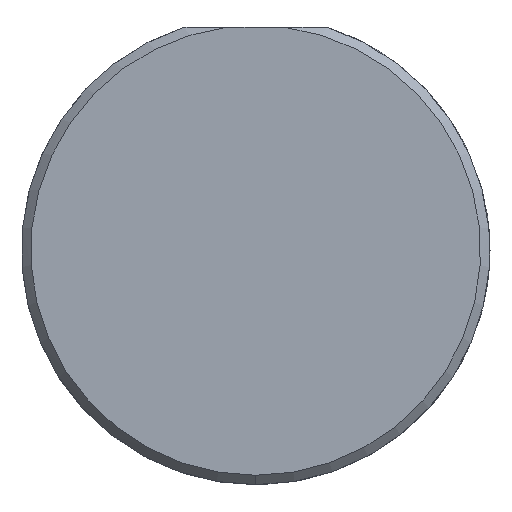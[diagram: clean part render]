
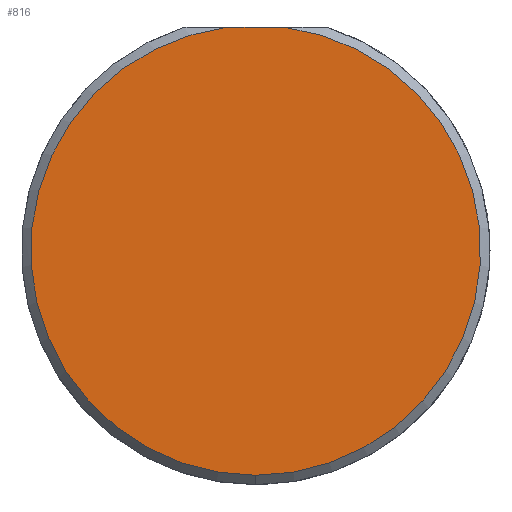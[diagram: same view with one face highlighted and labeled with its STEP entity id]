
A CAD part, left-side view. The second image highlights one B-rep face of the part: STEP entity #816.
In plain terms, the highlighted planar face has unit normal (-1, 0, 0).
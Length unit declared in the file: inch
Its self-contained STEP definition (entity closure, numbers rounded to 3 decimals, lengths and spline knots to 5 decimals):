
#48 = AXIS2_PLACEMENT_3D ( 'NONE', #520, #169, #260 ) ;
#49 = DIRECTION ( 'NONE',  ( 0., 1., 0. ) ) ;
#50 = VERTEX_POINT ( 'NONE', #874 ) ;
#53 = EDGE_LOOP ( 'NONE', ( #145, #688, #826 ) ) ;
#78 = AXIS2_PLACEMENT_3D ( 'NONE', #502, #354, #138 ) ;
#138 = DIRECTION ( 'NONE',  ( 0., 0., -1. ) ) ;
#145 = ORIENTED_EDGE ( 'NONE', *, *, #511, .T. ) ;
#169 = DIRECTION ( 'NONE',  ( 1., 0., 0. ) ) ;
#260 = DIRECTION ( 'NONE',  ( 0., 0., -1. ) ) ;
#274 = EDGE_CURVE ( 'NONE', #410, #50, #355, .T. ) ;
#330 = DIRECTION ( 'NONE',  ( -1., 0., 0. ) ) ;
#354 = DIRECTION ( 'NONE',  ( -1., 0., 0. ) ) ;
#355 = CIRCLE ( 'NONE', #78, 0.23985 ) ;
#395 = CARTESIAN_POINT ( 'NONE',  ( 0., 0.24985, 0.23785 ) ) ;
#409 = DIRECTION ( 'NONE',  ( 0., 0., -1. ) ) ;
#410 = VERTEX_POINT ( 'NONE', #684 ) ;
#430 = CARTESIAN_POINT ( 'NONE',  ( 0., 0.03091, 0.23785 ) ) ;
#458 = EDGE_CURVE ( 'NONE', #544, #410, #829, .T. ) ;
#502 = CARTESIAN_POINT ( 'NONE',  ( 0., 0., 0. ) ) ;
#510 = AXIS2_PLACEMENT_3D ( 'NONE', #687, #330, #409 ) ;
#511 = EDGE_CURVE ( 'NONE', #50, #544, #559, .T. ) ;
#520 = CARTESIAN_POINT ( 'NONE',  ( 0., 0., 0. ) ) ;
#544 = VERTEX_POINT ( 'NONE', #430 ) ;
#559 = LINE ( 'NONE', #395, #743 ) ;
#684 = CARTESIAN_POINT ( 'NONE',  ( 0., 0., -0.23985 ) ) ;
#687 = CARTESIAN_POINT ( 'NONE',  ( 0., 0., 0. ) ) ;
#688 = ORIENTED_EDGE ( 'NONE', *, *, #458, .T. ) ;
#743 = VECTOR ( 'NONE', #49, 39.37008 ) ;
#801 = FACE_OUTER_BOUND ( 'NONE', #53, .T. ) ;
#816 = ADVANCED_FACE ( 'NONE', ( #801 ), #873, .F. ) ;
#826 = ORIENTED_EDGE ( 'NONE', *, *, #274, .T. ) ;
#829 = CIRCLE ( 'NONE', #510, 0.23985 ) ;
#873 = PLANE ( 'NONE',  #48 ) ;
#874 = CARTESIAN_POINT ( 'NONE',  ( 0., -0.03091, 0.23785 ) ) ;
